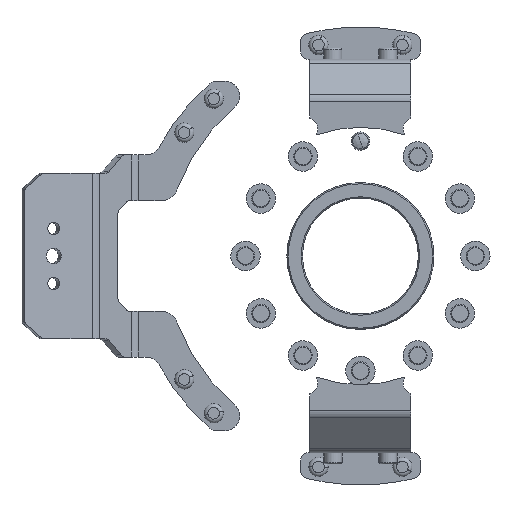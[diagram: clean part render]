
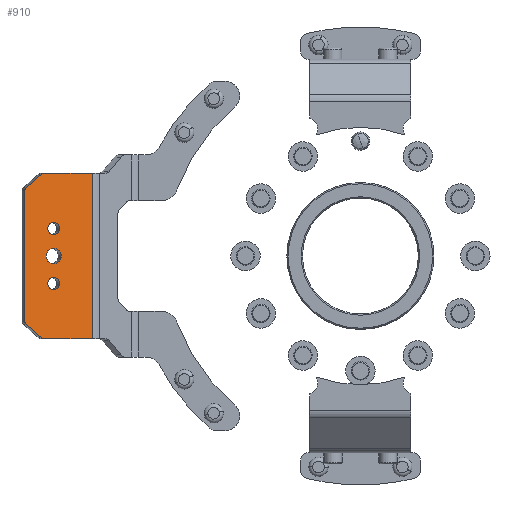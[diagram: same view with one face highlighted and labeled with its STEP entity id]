
A CAD part, left-side view. The second image highlights one B-rep face of the part: STEP entity #910.
In plain terms, the highlighted face is planar.
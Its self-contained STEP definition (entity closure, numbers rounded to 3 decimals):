
#125 = CARTESIAN_POINT ( 'NONE',  ( 27.225, 29.772, -15. ) ) ;
#213 = LINE ( 'NONE', #1989, #16764 ) ;
#226 = ORIENTED_EDGE ( 'NONE', *, *, #10734, .T. ) ;
#260 = VERTEX_POINT ( 'NONE', #7215 ) ;
#321 = CIRCLE ( 'NONE', #12733, 3.4 ) ;
#448 = LINE ( 'NONE', #18024, #5612 ) ;
#571 = CARTESIAN_POINT ( 'NONE',  ( 28.276, 33.006, 15. ) ) ;
#595 = DIRECTION ( 'NONE',  ( 0.237, 0.729, 0.643 ) ) ;
#910 = ADVANCED_FACE ( 'NONE', ( #8327, #4568, #6699, #1160 ), #8447, .F. ) ;
#952 = EDGE_LOOP ( 'NONE', ( #13014, #11978 ) ) ;
#959 = CARTESIAN_POINT ( 'NONE',  ( 21.447, 11.988, -45. ) ) ;
#1070 = EDGE_CURVE ( 'NONE', #6386, #2574, #213, .T. ) ;
#1086 = LINE ( 'NONE', #8254, #19892 ) ;
#1100 = ORIENTED_EDGE ( 'NONE', *, *, #10645, .T. ) ;
#1142 = CIRCLE ( 'NONE', #9397, 3.4 ) ;
#1160 = FACE_OUTER_BOUND ( 'NONE', #19028, .T. ) ;
#1203 = DIRECTION ( 'NONE',  ( 0.951, -0.309, 0. ) ) ;
#1604 = EDGE_CURVE ( 'NONE', #15424, #22191, #6932, .T. ) ;
#1827 = DIRECTION ( 'NONE',  ( -0.309, -0.951, 0. ) ) ;
#1854 = EDGE_LOOP ( 'NONE', ( #6389, #16956 ) ) ;
#1989 = CARTESIAN_POINT ( 'NONE',  ( 33.374, 48.698, 95. ) ) ;
#2153 = LINE ( 'NONE', #16726, #8799 ) ;
#2396 = VERTEX_POINT ( 'NONE', #20788 ) ;
#2574 = VERTEX_POINT ( 'NONE', #11308 ) ;
#2629 = DIRECTION ( 'NONE',  ( -0.309, -0.951, 0. ) ) ;
#3076 = EDGE_CURVE ( 'NONE', #8911, #20393, #14473, .T. ) ;
#3127 = VERTEX_POINT ( 'NONE', #7686 ) ;
#3372 = AXIS2_PLACEMENT_3D ( 'NONE', #17300, #13860, #10215 ) ;
#3447 = CARTESIAN_POINT ( 'NONE',  ( 29.589, 37.048, 0. ) ) ;
#3482 = ORIENTED_EDGE ( 'NONE', *, *, #22707, .T. ) ;
#4288 = ORIENTED_EDGE ( 'NONE', *, *, #7668, .T. ) ;
#4467 = DIRECTION ( 'NONE',  ( -0.951, 0.309, 0. ) ) ;
#4568 = FACE_BOUND ( 'NONE', #5484, .T. ) ;
#4826 = CARTESIAN_POINT ( 'NONE',  ( 27.225, 29.772, 15. ) ) ;
#4838 = CARTESIAN_POINT ( 'NONE',  ( 28.276, 33.006, -15. ) ) ;
#5072 = DIRECTION ( 'NONE',  ( -0.309, -0.951, 0. ) ) ;
#5115 = CARTESIAN_POINT ( 'NONE',  ( 30.457, 39.718, -44.532 ) ) ;
#5224 = LINE ( 'NONE', #23266, #16059 ) ;
#5348 = DIRECTION ( 'NONE',  ( -0.309, -0.951, 0. ) ) ;
#5408 = DIRECTION ( 'NONE',  ( 0.309, 0.951, 0. ) ) ;
#5484 = EDGE_LOOP ( 'NONE', ( #17161, #14879 ) ) ;
#5570 = EDGE_CURVE ( 'NONE', #6722, #9590, #7685, .T. ) ;
#5612 = VECTOR ( 'NONE', #5408, 1000. ) ;
#6120 = CARTESIAN_POINT ( 'NONE',  ( 28.276, 33.006, 15. ) ) ;
#6172 = VERTEX_POINT ( 'NONE', #959 ) ;
#6386 = VERTEX_POINT ( 'NONE', #17280 ) ;
#6389 = ORIENTED_EDGE ( 'NONE', *, *, #1604, .T. ) ;
#6493 = CARTESIAN_POINT ( 'NONE',  ( 28.276, 33.006, 0. ) ) ;
#6699 = FACE_BOUND ( 'NONE', #1854, .T. ) ;
#6722 = VERTEX_POINT ( 'NONE', #10975 ) ;
#6846 = DIRECTION ( 'NONE',  ( -0.951, 0.309, 0. ) ) ;
#6932 = CIRCLE ( 'NONE', #10502, 3.4 ) ;
#7182 = VECTOR ( 'NONE', #16225, 1000. ) ;
#7215 = CARTESIAN_POINT ( 'NONE',  ( 29.326, 36.239, -15. ) ) ;
#7668 = EDGE_CURVE ( 'NONE', #3127, #2574, #14517, .T. ) ;
#7685 = CIRCLE ( 'NONE', #13304, 2. ) ;
#7686 = CARTESIAN_POINT ( 'NONE',  ( 33.154, 48.019, -37.208 ) ) ;
#8028 = VERTEX_POINT ( 'NONE', #3447 ) ;
#8176 = ORIENTED_EDGE ( 'NONE', *, *, #5570, .T. ) ;
#8251 = DIRECTION ( 'NONE',  ( -0.309, -0.951, 0. ) ) ;
#8254 = CARTESIAN_POINT ( 'NONE',  ( 21.447, 11.988, 95. ) ) ;
#8327 = FACE_BOUND ( 'NONE', #952, .T. ) ;
#8447 = PLANE ( 'NONE',  #3372 ) ;
#8554 = CARTESIAN_POINT ( 'NONE',  ( 30.059, 38.495, 43. ) ) ;
#8645 = VERTEX_POINT ( 'NONE', #11962 ) ;
#8799 = VECTOR ( 'NONE', #595, 1000. ) ;
#8822 = EDGE_CURVE ( 'NONE', #20393, #9112, #5224, .T. ) ;
#8911 = VERTEX_POINT ( 'NONE', #14708 ) ;
#8961 = AXIS2_PLACEMENT_3D ( 'NONE', #6493, #13308, #8251 ) ;
#9112 = VERTEX_POINT ( 'NONE', #12800 ) ;
#9141 = CARTESIAN_POINT ( 'NONE',  ( 28.276, 33.006, 0. ) ) ;
#9397 = AXIS2_PLACEMENT_3D ( 'NONE', #4838, #6846, #5072 ) ;
#9590 = VERTEX_POINT ( 'NONE', #5115 ) ;
#9784 = CARTESIAN_POINT ( 'NONE',  ( 32.756, 46.796, 35.676 ) ) ;
#9816 = CARTESIAN_POINT ( 'NONE',  ( 30.059, 38.495, 45. ) ) ;
#10089 = AXIS2_PLACEMENT_3D ( 'NONE', #16978, #22655, #2629 ) ;
#10215 = DIRECTION ( 'NONE',  ( -0.309, -0.951, 0. ) ) ;
#10502 = AXIS2_PLACEMENT_3D ( 'NONE', #571, #13042, #13160 ) ;
#10645 = EDGE_CURVE ( 'NONE', #6386, #8645, #13816, .T. ) ;
#10734 = EDGE_CURVE ( 'NONE', #9112, #6172, #1086, .T. ) ;
#10975 = CARTESIAN_POINT ( 'NONE',  ( 30.059, 38.495, -45. ) ) ;
#11308 = CARTESIAN_POINT ( 'NONE',  ( 33.374, 48.698, -35.676 ) ) ;
#11516 = DIRECTION ( 'NONE',  ( -0.309, -0.951, 0. ) ) ;
#11845 = EDGE_CURVE ( 'NONE', #8028, #2396, #21777, .T. ) ;
#11962 = CARTESIAN_POINT ( 'NONE',  ( 33.154, 48.019, 37.208 ) ) ;
#11978 = ORIENTED_EDGE ( 'NONE', *, *, #11845, .T. ) ;
#12372 = AXIS2_PLACEMENT_3D ( 'NONE', #9141, #14435, #23195 ) ;
#12516 = CARTESIAN_POINT ( 'NONE',  ( 30.059, 38.495, -43. ) ) ;
#12637 = CARTESIAN_POINT ( 'NONE',  ( 32.756, 46.796, -35.676 ) ) ;
#12645 = ORIENTED_EDGE ( 'NONE', *, *, #1070, .F. ) ;
#12733 = AXIS2_PLACEMENT_3D ( 'NONE', #6120, #4467, #11516 ) ;
#12800 = CARTESIAN_POINT ( 'NONE',  ( 21.447, 11.988, 45. ) ) ;
#12857 = EDGE_CURVE ( 'NONE', #260, #21886, #18762, .T. ) ;
#13014 = ORIENTED_EDGE ( 'NONE', *, *, #15830, .T. ) ;
#13042 = DIRECTION ( 'NONE',  ( -0.951, 0.309, 0. ) ) ;
#13160 = DIRECTION ( 'NONE',  ( -0.309, -0.951, 0. ) ) ;
#13284 = ORIENTED_EDGE ( 'NONE', *, *, #19179, .T. ) ;
#13304 = AXIS2_PLACEMENT_3D ( 'NONE', #12516, #19734, #1827 ) ;
#13308 = DIRECTION ( 'NONE',  ( -0.951, 0.309, 0. ) ) ;
#13816 = CIRCLE ( 'NONE', #14582, 2. ) ;
#13860 = DIRECTION ( 'NONE',  ( -0.951, 0.309, 0. ) ) ;
#13962 = DIRECTION ( 'NONE',  ( 0.951, -0.309, 0. ) ) ;
#14435 = DIRECTION ( 'NONE',  ( -0.951, 0.309, 0. ) ) ;
#14473 = CIRCLE ( 'NONE', #15976, 2. ) ;
#14517 = CIRCLE ( 'NONE', #16027, 2. ) ;
#14582 = AXIS2_PLACEMENT_3D ( 'NONE', #9784, #1203, #22536 ) ;
#14708 = CARTESIAN_POINT ( 'NONE',  ( 30.457, 39.718, 44.532 ) ) ;
#14879 = ORIENTED_EDGE ( 'NONE', *, *, #12857, .T. ) ;
#15319 = EDGE_CURVE ( 'NONE', #22191, #15424, #321, .T. ) ;
#15424 = VERTEX_POINT ( 'NONE', #4826 ) ;
#15438 = DIRECTION ( 'NONE',  ( 0., 0., -1. ) ) ;
#15497 = EDGE_CURVE ( 'NONE', #6172, #6722, #448, .T. ) ;
#15830 = EDGE_CURVE ( 'NONE', #2396, #8028, #17657, .T. ) ;
#15866 = LINE ( 'NONE', #15989, #7182 ) ;
#15976 = AXIS2_PLACEMENT_3D ( 'NONE', #8554, #13962, #21190 ) ;
#15989 = CARTESIAN_POINT ( 'NONE',  ( 33.374, 48.698, 36.609 ) ) ;
#15991 = CARTESIAN_POINT ( 'NONE',  ( 29.326, 36.239, 15. ) ) ;
#16027 = AXIS2_PLACEMENT_3D ( 'NONE', #12637, #17734, #5348 ) ;
#16059 = VECTOR ( 'NONE', #19262, 1000. ) ;
#16108 = DIRECTION ( 'NONE',  ( 0., 0., -1. ) ) ;
#16225 = DIRECTION ( 'NONE',  ( -0.237, -0.729, 0.643 ) ) ;
#16726 = CARTESIAN_POINT ( 'NONE',  ( 33.374, 48.698, -36.609 ) ) ;
#16764 = VECTOR ( 'NONE', #16108, 1000. ) ;
#16956 = ORIENTED_EDGE ( 'NONE', *, *, #15319, .T. ) ;
#16978 = CARTESIAN_POINT ( 'NONE',  ( 28.276, 33.006, -15. ) ) ;
#16992 = ORIENTED_EDGE ( 'NONE', *, *, #15497, .T. ) ;
#17161 = ORIENTED_EDGE ( 'NONE', *, *, #18443, .T. ) ;
#17280 = CARTESIAN_POINT ( 'NONE',  ( 33.374, 48.698, 35.676 ) ) ;
#17300 = CARTESIAN_POINT ( 'NONE',  ( 20.705, 9.705, 95. ) ) ;
#17657 = CIRCLE ( 'NONE', #12372, 4.25 ) ;
#17734 = DIRECTION ( 'NONE',  ( 0.951, -0.309, 0. ) ) ;
#18024 = CARTESIAN_POINT ( 'NONE',  ( 20.705, 9.705, -45. ) ) ;
#18443 = EDGE_CURVE ( 'NONE', #21886, #260, #1142, .T. ) ;
#18686 = ORIENTED_EDGE ( 'NONE', *, *, #8822, .T. ) ;
#18762 = CIRCLE ( 'NONE', #10089, 3.4 ) ;
#19028 = EDGE_LOOP ( 'NONE', ( #16992, #8176, #3482, #4288, #12645, #1100, #13284, #19902, #18686, #226 ) ) ;
#19179 = EDGE_CURVE ( 'NONE', #8645, #8911, #15866, .T. ) ;
#19262 = DIRECTION ( 'NONE',  ( -0.309, -0.951, 0. ) ) ;
#19734 = DIRECTION ( 'NONE',  ( 0.951, -0.309, 0. ) ) ;
#19892 = VECTOR ( 'NONE', #15438, 1000. ) ;
#19902 = ORIENTED_EDGE ( 'NONE', *, *, #3076, .T. ) ;
#20393 = VERTEX_POINT ( 'NONE', #9816 ) ;
#20788 = CARTESIAN_POINT ( 'NONE',  ( 26.962, 28.964, 0. ) ) ;
#21190 = DIRECTION ( 'NONE',  ( -0.309, -0.951, 0. ) ) ;
#21777 = CIRCLE ( 'NONE', #8961, 4.25 ) ;
#21886 = VERTEX_POINT ( 'NONE', #125 ) ;
#22191 = VERTEX_POINT ( 'NONE', #15991 ) ;
#22536 = DIRECTION ( 'NONE',  ( -0.309, -0.951, 0. ) ) ;
#22655 = DIRECTION ( 'NONE',  ( -0.951, 0.309, 0. ) ) ;
#22707 = EDGE_CURVE ( 'NONE', #9590, #3127, #2153, .T. ) ;
#23195 = DIRECTION ( 'NONE',  ( -0.309, -0.951, 0. ) ) ;
#23266 = CARTESIAN_POINT ( 'NONE',  ( 20.705, 9.705, 45. ) ) ;
